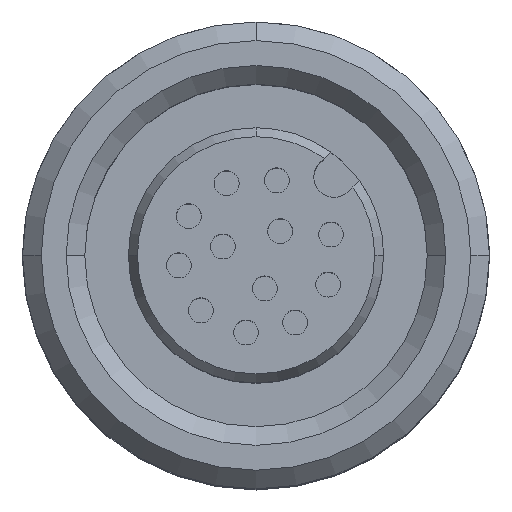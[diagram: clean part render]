
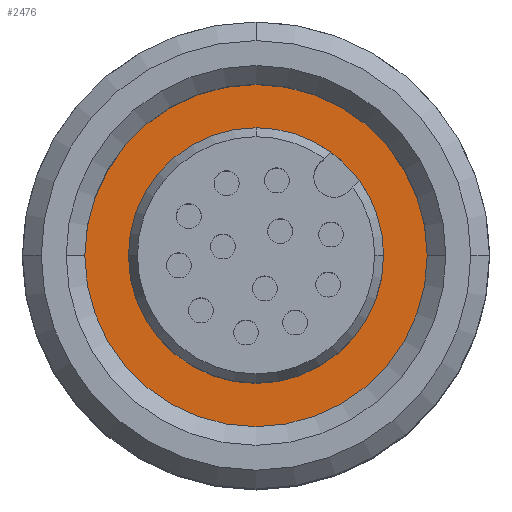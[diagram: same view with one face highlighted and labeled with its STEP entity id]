
A CAD part, top view. The second image highlights one B-rep face of the part: STEP entity #2476.
In plain terms, the highlighted planar face has unit normal (0, 0, 1).
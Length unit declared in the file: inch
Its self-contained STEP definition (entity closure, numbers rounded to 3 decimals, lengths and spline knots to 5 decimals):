
#2 = AXIS2_PLACEMENT_3D ( 'NONE', #681, #657, #4473 ) ;
#29 = CIRCLE ( 'NONE', #685, 0.21654 ) ;
#41 = EDGE_CURVE ( 'NONE', #916, #778, #1738, .T. ) ;
#292 = CARTESIAN_POINT ( 'NONE',  ( -0.16142, 0., 0.20472 ) ) ;
#321 = PLANE ( 'NONE',  #2123 ) ;
#335 = CARTESIAN_POINT ( 'NONE',  ( 0., 0., 0.20472 ) ) ;
#354 = DIRECTION ( 'NONE',  ( 0., 0., -1. ) ) ;
#369 = CARTESIAN_POINT ( 'NONE',  ( -0.21654, 0., 0.20472 ) ) ;
#475 = EDGE_CURVE ( 'NONE', #2725, #1300, #3478, .T. ) ;
#558 = CARTESIAN_POINT ( 'NONE',  ( 0., -0.21654, 0.20472 ) ) ;
#602 = DIRECTION ( 'NONE',  ( 0., 0., 1. ) ) ;
#627 = EDGE_CURVE ( 'NONE', #4202, #916, #877, .T. ) ;
#657 = DIRECTION ( 'NONE',  ( 0., 0., 1. ) ) ;
#681 = CARTESIAN_POINT ( 'NONE',  ( 0., 0., 0.20472 ) ) ;
#685 = AXIS2_PLACEMENT_3D ( 'NONE', #1371, #3773, #2761 ) ;
#778 = VERTEX_POINT ( 'NONE', #1049 ) ;
#877 = CIRCLE ( 'NONE', #2, 0.21654 ) ;
#916 = VERTEX_POINT ( 'NONE', #558 ) ;
#1042 = CARTESIAN_POINT ( 'NONE',  ( 0.16142, 0., 0.20472 ) ) ;
#1049 = CARTESIAN_POINT ( 'NONE',  ( 0.21654, 0., 0.20472 ) ) ;
#1131 = EDGE_LOOP ( 'NONE', ( #2533, #2453, #2038 ) ) ;
#1273 = CARTESIAN_POINT ( 'NONE',  ( 0., -0.16142, 0.20472 ) ) ;
#1300 = VERTEX_POINT ( 'NONE', #292 ) ;
#1302 = EDGE_CURVE ( 'NONE', #3235, #2725, #2698, .T. ) ;
#1322 = DIRECTION ( 'NONE',  ( 1., 0., 0. ) ) ;
#1362 = CARTESIAN_POINT ( 'NONE',  ( -0.18898, 0., 0.20472 ) ) ;
#1371 = CARTESIAN_POINT ( 'NONE',  ( 0., 0., 0.20472 ) ) ;
#1387 = AXIS2_PLACEMENT_3D ( 'NONE', #335, #354, #1747 ) ;
#1592 = CARTESIAN_POINT ( 'NONE',  ( 0., 0., 0.20472 ) ) ;
#1615 = DIRECTION ( 'NONE',  ( 0., 0., -1. ) ) ;
#1650 = DIRECTION ( 'NONE',  ( 0., 0., -1. ) ) ;
#1738 = CIRCLE ( 'NONE', #3116, 0.21654 ) ;
#1747 = DIRECTION ( 'NONE',  ( 0., -1., 0. ) ) ;
#1788 = ORIENTED_EDGE ( 'NONE', *, *, #627, .T. ) ;
#1998 = CARTESIAN_POINT ( 'NONE',  ( 0., 0., 0.20472 ) ) ;
#2038 = ORIENTED_EDGE ( 'NONE', *, *, #2099, .T. ) ;
#2099 = EDGE_CURVE ( 'NONE', #1300, #3235, #2119, .T. ) ;
#2119 = CIRCLE ( 'NONE', #3279, 0.16142 ) ;
#2123 = AXIS2_PLACEMENT_3D ( 'NONE', #1362, #4417, #1322 ) ;
#2453 = ORIENTED_EDGE ( 'NONE', *, *, #475, .T. ) ;
#2476 = ADVANCED_FACE ( 'NONE', ( #3052, #3432 ), #321, .T. ) ;
#2533 = ORIENTED_EDGE ( 'NONE', *, *, #1302, .T. ) ;
#2589 = DIRECTION ( 'NONE',  ( 0., -1., 0. ) ) ;
#2698 = CIRCLE ( 'NONE', #1387, 0.16142 ) ;
#2725 = VERTEX_POINT ( 'NONE', #1273 ) ;
#2761 = DIRECTION ( 'NONE',  ( 0., -1., 0. ) ) ;
#3041 = DIRECTION ( 'NONE',  ( 0., -1., 0. ) ) ;
#3052 = FACE_BOUND ( 'NONE', #1131, .T. ) ;
#3104 = CARTESIAN_POINT ( 'NONE',  ( 0., 0., 0.20472 ) ) ;
#3116 = AXIS2_PLACEMENT_3D ( 'NONE', #3104, #602, #4104 ) ;
#3235 = VERTEX_POINT ( 'NONE', #1042 ) ;
#3279 = AXIS2_PLACEMENT_3D ( 'NONE', #1998, #1650, #3041 ) ;
#3316 = EDGE_CURVE ( 'NONE', #778, #4202, #29, .T. ) ;
#3432 = FACE_OUTER_BOUND ( 'NONE', #4421, .T. ) ;
#3478 = CIRCLE ( 'NONE', #3553, 0.16142 ) ;
#3553 = AXIS2_PLACEMENT_3D ( 'NONE', #1592, #1615, #2589 ) ;
#3773 = DIRECTION ( 'NONE',  ( 0., 0., 1. ) ) ;
#4084 = ORIENTED_EDGE ( 'NONE', *, *, #3316, .T. ) ;
#4104 = DIRECTION ( 'NONE',  ( 0., -1., 0. ) ) ;
#4202 = VERTEX_POINT ( 'NONE', #369 ) ;
#4417 = DIRECTION ( 'NONE',  ( 0., 0., 1. ) ) ;
#4421 = EDGE_LOOP ( 'NONE', ( #1788, #4429, #4084 ) ) ;
#4429 = ORIENTED_EDGE ( 'NONE', *, *, #41, .T. ) ;
#4473 = DIRECTION ( 'NONE',  ( 0., -1., 0. ) ) ;
